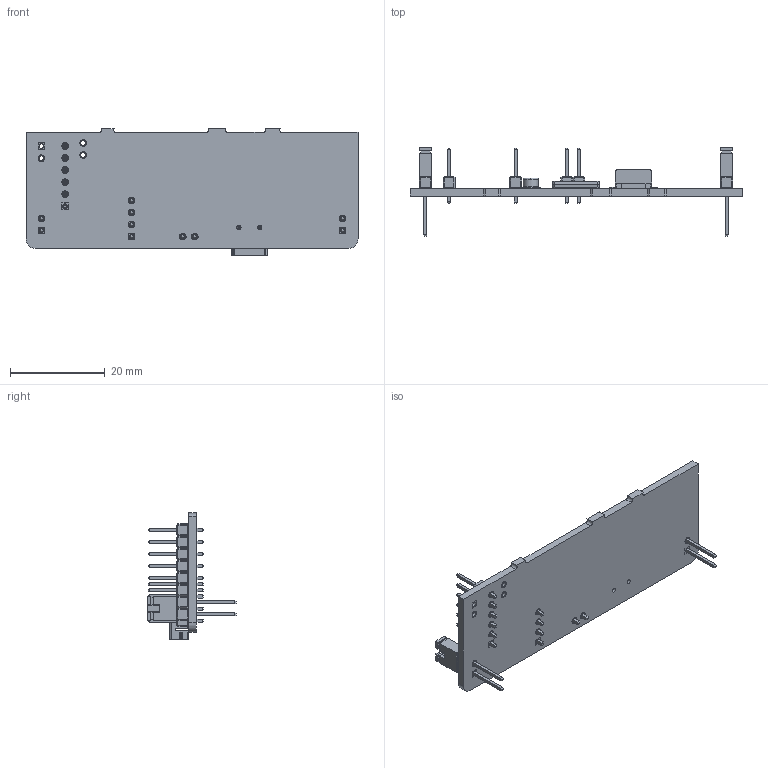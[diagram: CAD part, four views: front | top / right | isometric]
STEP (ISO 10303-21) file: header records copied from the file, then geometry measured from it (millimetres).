
FILE_DESCRIPTION(('FreeCAD Model'),'2;1');
FILE_NAME('Open CASCADE Shape Model','2025-09-30T22:27:25',(''),(''), 'Open CASCADE STEP processor 7.8','FreeCAD','Unknown');
FILE_SCHEMA(('AUTOMOTIVE_DESIGN { 1 0 10303 214 1 1 1 1 }'));
Length unit declared in the file: millimetre
Products named in the file (59): Unnamed1; Common; Common001; Common002; Common003; Common004; Common005; Common006; Common007; Common008; Common009; Common010; Common011; Common012; Common013; Common014; Common015; Common016; Common017; Common018; Common019; Common020; Common021; Common022; Common023; Common024; Common025; Common026; Common027; Common028; Common029; Common030; Common031; Common032; Common033; Common034; Common035; Common036; Common037; Common038 ...
Assembly tree (58 placements, depth 2):
  Unnamed1
    Common
    Common001
    Common002
    Common003
    Common004
    Common005
    Common006
    Common007
    Common008
    Common009
    Common010
    Common011
    Common012
    Common013
    Common014
    Common015
    Common016
    Common017
    Common018
    Common019
    Common020
    Common021
    Common022
    Common023
    Common024
    Common025
    Common026
    Common027
    Common028
    Common029
    Common030
    Common031
    Common032
    Common033
    Common034
    Common035
    Common036
    Common037
    Common038
    Common039
    Common040
    Common043
    Common048
    Common049
    Common050
    Common051
    Common052
    Common053
    Common054
    Common055
    Common056
    Common057
    Common059
    Common071
    Common072
    Common073
    Common074
    Common094
Bounding box: 70 x 18.64 x 26.7 mm (x, y, z)
Volume: 3431.2 mm3; surface area: 6469.9 mm2
Topology: 58 solids, 58 shells, 1236 faces, 3004 edges, 1884 vertices
Faces by surface type: plane 1116, cylinder 110, torus 6, cone 4
Full cylindrical faces by diameter (mm): 0.8 x2, 0.9 x2, 1 x20, 1.4 x30
Entity records: 36986 total; most frequent: CARTESIAN_POINT 6261, ORIENTED_EDGE 6008, DIRECTION 5870, EDGE_CURVE 3004, LINE 2604, VECTOR 2604, VERTEX_POINT 1884, AXIS2_PLACEMENT_3D 1633
